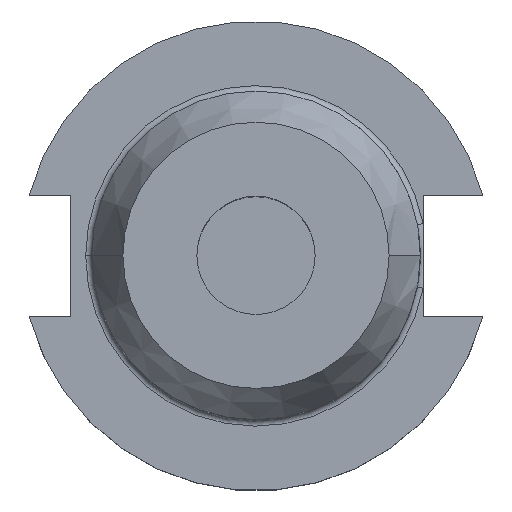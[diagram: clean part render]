
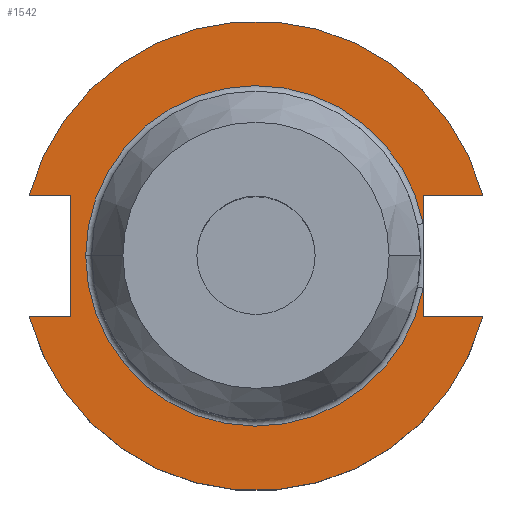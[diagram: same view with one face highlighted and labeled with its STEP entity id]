
A CAD part, top view. The second image highlights one B-rep face of the part: STEP entity #1542.
In plain terms, the highlighted planar face has unit normal (0, 0, 1).
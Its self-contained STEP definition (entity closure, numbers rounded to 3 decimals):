
#12 = EDGE_CURVE ( 'NONE', #671, #324, #1563, .T. ) ;
#28 = CARTESIAN_POINT ( 'NONE',  ( 0., -8.191, 19.05 ) ) ;
#30 = DIRECTION ( 'NONE',  ( 1., 0., 0. ) ) ;
#37 = ORIENTED_EDGE ( 'NONE', *, *, #141, .F. ) ;
#47 = VERTEX_POINT ( 'NONE', #246 ) ;
#91 = ORIENTED_EDGE ( 'NONE', *, *, #721, .T. ) ;
#115 = CARTESIAN_POINT ( 'NONE',  ( -25.091, -8.191, 19.05 ) ) ;
#127 = VECTOR ( 'NONE', #424, 1000. ) ;
#141 = EDGE_CURVE ( 'NONE', #1525, #477, #1323, .T. ) ;
#158 = DIRECTION ( 'NONE',  ( 1., 0., 0. ) ) ;
#166 = CARTESIAN_POINT ( 'NONE',  ( 0., 22.225, 19.05 ) ) ;
#221 = EDGE_CURVE ( 'NONE', #1435, #1346, #295, .T. ) ;
#226 = DIRECTION ( 'NONE',  ( 0., 0., 1. ) ) ;
#236 = DIRECTION ( 'NONE',  ( 1., 0., 0. ) ) ;
#246 = CARTESIAN_POINT ( 'NONE',  ( 22.606, 8.191, 19.05 ) ) ;
#270 = CIRCLE ( 'NONE', #1267, 23.025 ) ;
#291 = DIRECTION ( 'NONE',  ( -1., 0., 0. ) ) ;
#293 = CARTESIAN_POINT ( 'NONE',  ( 30.675, -8.191, 19.05 ) ) ;
#295 = CIRCLE ( 'NONE', #612, 23.025 ) ;
#324 = VERTEX_POINT ( 'NONE', #745 ) ;
#331 = CARTESIAN_POINT ( 'NONE',  ( -30.675, -8.191, 19.05 ) ) ;
#353 = ORIENTED_EDGE ( 'NONE', *, *, #1331, .T. ) ;
#419 = VECTOR ( 'NONE', #1178, 1000. ) ;
#424 = DIRECTION ( 'NONE',  ( 0., 1., 0. ) ) ;
#449 = CARTESIAN_POINT ( 'NONE',  ( -25.091, 8.191, 19.05 ) ) ;
#460 = LINE ( 'NONE', #1541, #127 ) ;
#476 = ORIENTED_EDGE ( 'NONE', *, *, #1302, .F. ) ;
#477 = VERTEX_POINT ( 'NONE', #115 ) ;
#565 = VECTOR ( 'NONE', #1065, 1000. ) ;
#577 = DIRECTION ( 'NONE',  ( -1., 0., 0. ) ) ;
#612 = AXIS2_PLACEMENT_3D ( 'NONE', #1249, #1134, #732 ) ;
#637 = FACE_OUTER_BOUND ( 'NONE', #891, .T. ) ;
#645 = EDGE_CURVE ( 'NONE', #1325, #1313, #1173, .T. ) ;
#654 = CARTESIAN_POINT ( 'NONE',  ( 30.675, 8.191, 19.05 ) ) ;
#665 = DIRECTION ( 'NONE',  ( -1., 0., 0. ) ) ;
#671 = VERTEX_POINT ( 'NONE', #654 ) ;
#677 = CARTESIAN_POINT ( 'NONE',  ( -25.091, 8.191, 19.05 ) ) ;
#688 = CARTESIAN_POINT ( 'NONE',  ( 0., 0., 19.05 ) ) ;
#721 = EDGE_CURVE ( 'NONE', #1254, #47, #764, .T. ) ;
#732 = DIRECTION ( 'NONE',  ( -1., 0., 0. ) ) ;
#745 = CARTESIAN_POINT ( 'NONE',  ( -30.675, 8.191, 19.05 ) ) ;
#762 = DIRECTION ( 'NONE',  ( 0., 0., 1. ) ) ;
#764 = LINE ( 'NONE', #1386, #1051 ) ;
#798 = LINE ( 'NONE', #677, #419 ) ;
#813 = ORIENTED_EDGE ( 'NONE', *, *, #645, .F. ) ;
#854 = EDGE_CURVE ( 'NONE', #324, #1091, #1225, .T. ) ;
#891 = EDGE_LOOP ( 'NONE', ( #353, #1005, #1271, #91, #476, #1469, #993, #1565, #37, #1494, #813 ) ) ;
#893 = CARTESIAN_POINT ( 'NONE',  ( -61.091, -8.191, 19.05 ) ) ;
#894 = EDGE_CURVE ( 'NONE', #1346, #1254, #270, .T. ) ;
#906 = CARTESIAN_POINT ( 'NONE',  ( 0., 0., 19.05 ) ) ;
#908 = CARTESIAN_POINT ( 'NONE',  ( 22.606, 4.373, 19.05 ) ) ;
#912 = AXIS2_PLACEMENT_3D ( 'NONE', #906, #762, #236 ) ;
#921 = PLANE ( 'NONE',  #1399 ) ;
#936 = CARTESIAN_POINT ( 'NONE',  ( -23.025, 0., 19.05 ) ) ;
#964 = DIRECTION ( 'NONE',  ( 0., 0., -1. ) ) ;
#993 = ORIENTED_EDGE ( 'NONE', *, *, #854, .T. ) ;
#1002 = VECTOR ( 'NONE', #1219, 1000. ) ;
#1005 = ORIENTED_EDGE ( 'NONE', *, *, #221, .T. ) ;
#1008 = EDGE_CURVE ( 'NONE', #1525, #1313, #1072, .T. ) ;
#1040 = DIRECTION ( 'NONE',  ( 0., 0., -1. ) ) ;
#1051 = VECTOR ( 'NONE', #1263, 1000. ) ;
#1065 = DIRECTION ( 'NONE',  ( 1., 0., 0. ) ) ;
#1072 = CIRCLE ( 'NONE', #912, 31.75 ) ;
#1091 = VERTEX_POINT ( 'NONE', #449 ) ;
#1134 = DIRECTION ( 'NONE',  ( 0., 0., -1. ) ) ;
#1152 = AXIS2_PLACEMENT_3D ( 'NONE', #1500, #226, #30 ) ;
#1173 = LINE ( 'NONE', #28, #1465 ) ;
#1178 = DIRECTION ( 'NONE',  ( 0., -1., 0. ) ) ;
#1219 = DIRECTION ( 'NONE',  ( 1., 0., 0. ) ) ;
#1225 = LINE ( 'NONE', #1576, #565 ) ;
#1249 = CARTESIAN_POINT ( 'NONE',  ( 0., 0., 19.05 ) ) ;
#1254 = VERTEX_POINT ( 'NONE', #908 ) ;
#1263 = DIRECTION ( 'NONE',  ( 0., 1., 0. ) ) ;
#1267 = AXIS2_PLACEMENT_3D ( 'NONE', #688, #964, #577 ) ;
#1271 = ORIENTED_EDGE ( 'NONE', *, *, #894, .T. ) ;
#1302 = EDGE_CURVE ( 'NONE', #671, #47, #1379, .T. ) ;
#1313 = VERTEX_POINT ( 'NONE', #293 ) ;
#1323 = LINE ( 'NONE', #893, #1002 ) ;
#1325 = VERTEX_POINT ( 'NONE', #1414 ) ;
#1331 = EDGE_CURVE ( 'NONE', #1325, #1435, #460, .T. ) ;
#1336 = VECTOR ( 'NONE', #665, 1000. ) ;
#1339 = EDGE_CURVE ( 'NONE', #1091, #477, #798, .T. ) ;
#1346 = VERTEX_POINT ( 'NONE', #936 ) ;
#1379 = LINE ( 'NONE', #1536, #1336 ) ;
#1386 = CARTESIAN_POINT ( 'NONE',  ( 22.606, 22.225, 19.05 ) ) ;
#1399 = AXIS2_PLACEMENT_3D ( 'NONE', #166, #1040, #291 ) ;
#1414 = CARTESIAN_POINT ( 'NONE',  ( 22.606, -8.191, 19.05 ) ) ;
#1435 = VERTEX_POINT ( 'NONE', #1559 ) ;
#1465 = VECTOR ( 'NONE', #158, 1000. ) ;
#1469 = ORIENTED_EDGE ( 'NONE', *, *, #12, .T. ) ;
#1494 = ORIENTED_EDGE ( 'NONE', *, *, #1008, .T. ) ;
#1500 = CARTESIAN_POINT ( 'NONE',  ( 0., 0., 19.05 ) ) ;
#1525 = VERTEX_POINT ( 'NONE', #331 ) ;
#1536 = CARTESIAN_POINT ( 'NONE',  ( 0., 8.191, 19.05 ) ) ;
#1541 = CARTESIAN_POINT ( 'NONE',  ( 22.606, 22.225, 19.05 ) ) ;
#1542 = ADVANCED_FACE ( 'NONE', ( #637 ), #921, .F. ) ;
#1559 = CARTESIAN_POINT ( 'NONE',  ( 22.606, -4.373, 19.05 ) ) ;
#1563 = CIRCLE ( 'NONE', #1152, 31.75 ) ;
#1565 = ORIENTED_EDGE ( 'NONE', *, *, #1339, .T. ) ;
#1576 = CARTESIAN_POINT ( 'NONE',  ( -61.091, 8.191, 19.05 ) ) ;
